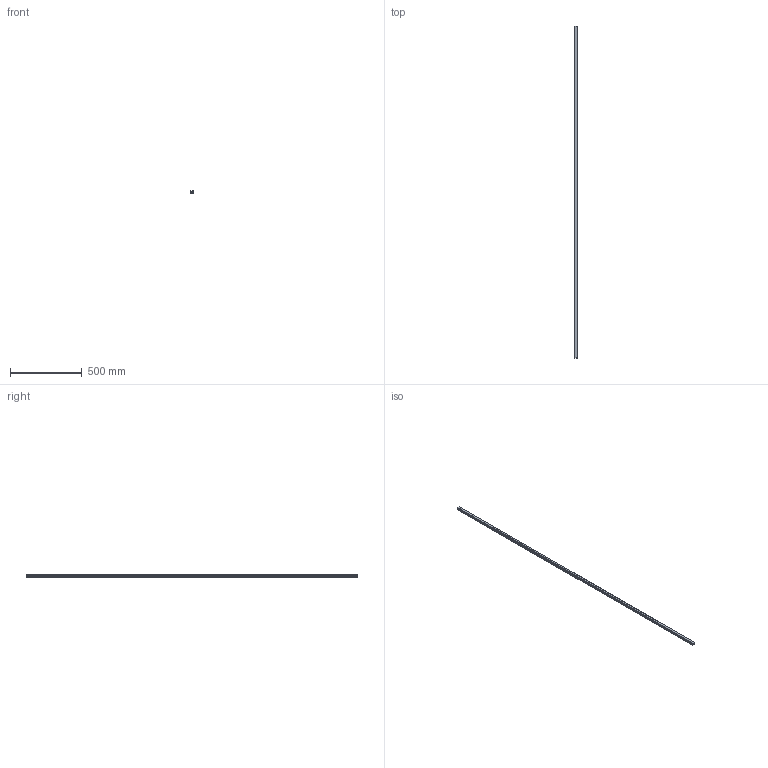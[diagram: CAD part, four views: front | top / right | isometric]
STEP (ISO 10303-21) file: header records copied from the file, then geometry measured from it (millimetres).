
FILE_DESCRIPTION(('STEP AP214'),'1');
FILE_NAME('cctmp_26E7CA71-3E69-45A3-8A9D-D476CD2C25F7_2021_01_21_15_47_10_0225..stp','2021-01-21T14:47:10',('HIWIN GmbH'),('CADClick - www.CADClick.com'),'Spatial InterOp 3D',' ','unknown authorization');
FILE_SCHEMA(('AUTOMOTIVE_DESIGN'));
Length unit declared in the file: millimetre
Products named in the file (1): HGR20T2320C_FILE
Bounding box: 20 x 2320 x 17.5 mm (x, y, z)
Volume: 685141.3 mm3; surface area: 185095.7 mm2
Topology: 1 solids, 1 shells, 263 faces, 693 edges, 397 vertices
Faces by surface type: cylinder 100, plane 85, cone 78
Entity records: 9625 total; most frequent: DIRECTION 1343, CARTESIAN_POINT 1276, ORIENTED_EDGE 1230, EDGE_CURVE 615, AXIS2_PLACEMENT_3D 464, LINE 415, VECTOR 415, VERTEX_POINT 397
